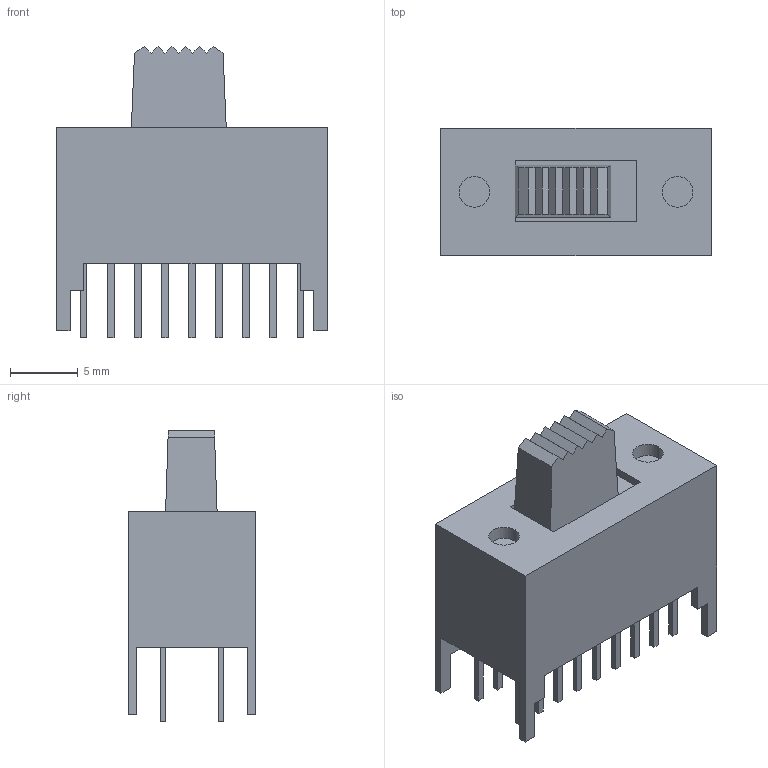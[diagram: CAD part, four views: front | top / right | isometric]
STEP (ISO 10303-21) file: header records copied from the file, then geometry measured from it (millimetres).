
FILE_DESCRIPTION((''),'2;1');
FILE_NAME('C-1825271-2','2011-02-04T',('workeradm'),('Tyco Electronics Ltd.'),'PRO/ENGINEER BY PARAMETRIC TECHNOLOGY CORPORATION, 2009300','PRO/ENGINEER BY PARAMETRIC TECHNOLOGY CORPORATION, 2009300','');
FILE_SCHEMA(('AUTOMOTIVE_DESIGN { 1 0 10303 214 1 1 1 1 }'));
Length unit declared in the file: millimetre
Products named in the file (1): C-1825271-2
Bounding box: 20 x 9.4 x 21.5 mm (x, y, z)
Volume: 2040.6 mm3; surface area: 1386.8 mm2
Topology: 1 solids, 1 shells, 143 faces, 358 edges, 238 vertices
Faces by surface type: plane 139, cylinder 4
Entity records: 4455 total; most frequent: CARTESIAN_POINT 741, ORIENTED_EDGE 716, DIRECTION 652, EDGE_CURVE 358, VECTOR 350, LINE 350, VERTEX_POINT 238, EDGE_LOOP 164
